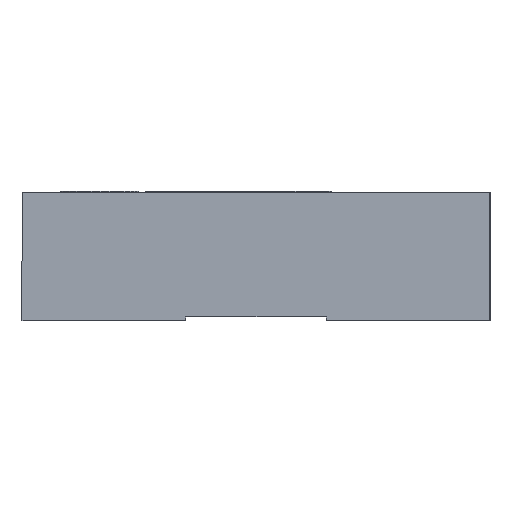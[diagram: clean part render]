
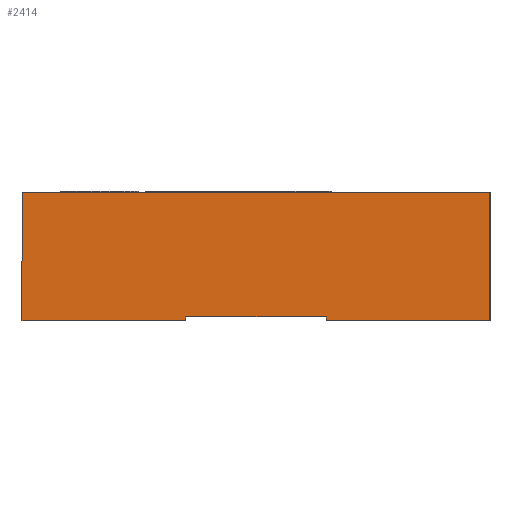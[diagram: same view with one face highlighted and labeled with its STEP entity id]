
A CAD part, left-side view. The second image highlights one B-rep face of the part: STEP entity #2414.
In plain terms, the highlighted planar face has unit normal (-1, 0, 0).
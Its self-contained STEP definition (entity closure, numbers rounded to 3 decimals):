
#8 = CARTESIAN_POINT ( 'NONE',  ( -7.4, 0.9, 0. ) ) ;
#24 = ORIENTED_EDGE ( 'NONE', *, *, #6692, .F. ) ;
#56 = EDGE_CURVE ( 'NONE', #256, #2290, #2558, .T. ) ;
#106 = CARTESIAN_POINT ( 'NONE',  ( -7.4, -0.9, 0. ) ) ;
#256 = VERTEX_POINT ( 'NONE', #8 ) ;
#405 = EDGE_CURVE ( 'NONE', #256, #5602, #5217, .T. ) ;
#492 = VERTEX_POINT ( 'NONE', #5598 ) ;
#556 = DIRECTION ( 'NONE',  ( 0., 0., -1. ) ) ;
#691 = CARTESIAN_POINT ( 'NONE',  ( -7.4, -0.9, 0. ) ) ;
#1000 = CARTESIAN_POINT ( 'NONE',  ( -7.4, 3., 0. ) ) ;
#1086 = VECTOR ( 'NONE', #6376, 1000. ) ;
#1144 = CARTESIAN_POINT ( 'NONE',  ( -7.4, 3., 0. ) ) ;
#1227 = EDGE_CURVE ( 'NONE', #4699, #5602, #5057, .T. ) ;
#1323 = ORIENTED_EDGE ( 'NONE', *, *, #56, .F. ) ;
#1339 = LINE ( 'NONE', #3387, #4113 ) ;
#1474 = ORIENTED_EDGE ( 'NONE', *, *, #1777, .T. ) ;
#1475 = VECTOR ( 'NONE', #5874, 1000. ) ;
#1485 = CARTESIAN_POINT ( 'NONE',  ( -7.4, 3., 1.6 ) ) ;
#1666 = CARTESIAN_POINT ( 'NONE',  ( -7.4, 0.9, -0.05 ) ) ;
#1777 = EDGE_CURVE ( 'NONE', #4699, #492, #4353, .T. ) ;
#1868 = VECTOR ( 'NONE', #2342, 1000. ) ;
#1939 = LINE ( 'NONE', #3648, #1475 ) ;
#2011 = VECTOR ( 'NONE', #556, 1000. ) ;
#2141 = CARTESIAN_POINT ( 'NONE',  ( -7.4, -0.9, -0.05 ) ) ;
#2233 = EDGE_CURVE ( 'NONE', #5779, #5543, #5032, .T. ) ;
#2290 = VERTEX_POINT ( 'NONE', #1666 ) ;
#2342 = DIRECTION ( 'NONE',  ( 0., 0., 1. ) ) ;
#2414 = ADVANCED_FACE ( 'NONE', ( #4215 ), #6412, .T. ) ;
#2421 = ORIENTED_EDGE ( 'NONE', *, *, #4100, .T. ) ;
#2488 = DIRECTION ( 'NONE',  ( -1., 0., 0. ) ) ;
#2525 = EDGE_CURVE ( 'NONE', #5516, #492, #1339, .T. ) ;
#2558 = LINE ( 'NONE', #5261, #1086 ) ;
#2906 = VECTOR ( 'NONE', #5178, 1000. ) ;
#2956 = CARTESIAN_POINT ( 'NONE',  ( -7.4, 3., 0. ) ) ;
#3128 = ORIENTED_EDGE ( 'NONE', *, *, #405, .T. ) ;
#3249 = DIRECTION ( 'NONE',  ( 0., -1., 0. ) ) ;
#3387 = CARTESIAN_POINT ( 'NONE',  ( -7.4, -3., 0. ) ) ;
#3538 = DIRECTION ( 'NONE',  ( 0., 0., -1. ) ) ;
#3552 = VECTOR ( 'NONE', #6988, 1000. ) ;
#3622 = DIRECTION ( 'NONE',  ( 0., 0., 1. ) ) ;
#3648 = CARTESIAN_POINT ( 'NONE',  ( -7.4, 0., 1.6 ) ) ;
#3739 = VECTOR ( 'NONE', #3249, 1000. ) ;
#4055 = CARTESIAN_POINT ( 'NONE',  ( -7.4, 3., -0.05 ) ) ;
#4100 = EDGE_CURVE ( 'NONE', #5543, #2290, #5461, .T. ) ;
#4113 = VECTOR ( 'NONE', #3538, 1000. ) ;
#4215 = FACE_OUTER_BOUND ( 'NONE', #4731, .T. ) ;
#4353 = LINE ( 'NONE', #4416, #3739 ) ;
#4416 = CARTESIAN_POINT ( 'NONE',  ( -7.4, 3., -0.05 ) ) ;
#4699 = VERTEX_POINT ( 'NONE', #2141 ) ;
#4731 = EDGE_LOOP ( 'NONE', ( #2421, #1323, #3128, #5812, #1474, #5267, #24, #6430 ) ) ;
#4735 = CARTESIAN_POINT ( 'NONE',  ( -7.4, 3., -0.05 ) ) ;
#5020 = AXIS2_PLACEMENT_3D ( 'NONE', #1000, #2488, #3622 ) ;
#5032 = LINE ( 'NONE', #1144, #2011 ) ;
#5057 = LINE ( 'NONE', #106, #1868 ) ;
#5135 = CARTESIAN_POINT ( 'NONE',  ( -7.4, -3., 1.6 ) ) ;
#5178 = DIRECTION ( 'NONE',  ( 0., -1., 0. ) ) ;
#5217 = LINE ( 'NONE', #2956, #2906 ) ;
#5261 = CARTESIAN_POINT ( 'NONE',  ( -7.4, 0.9, 0. ) ) ;
#5267 = ORIENTED_EDGE ( 'NONE', *, *, #2525, .F. ) ;
#5461 = LINE ( 'NONE', #4735, #3552 ) ;
#5516 = VERTEX_POINT ( 'NONE', #5135 ) ;
#5543 = VERTEX_POINT ( 'NONE', #4055 ) ;
#5598 = CARTESIAN_POINT ( 'NONE',  ( -7.4, -3., -0.05 ) ) ;
#5602 = VERTEX_POINT ( 'NONE', #691 ) ;
#5779 = VERTEX_POINT ( 'NONE', #1485 ) ;
#5812 = ORIENTED_EDGE ( 'NONE', *, *, #1227, .F. ) ;
#5874 = DIRECTION ( 'NONE',  ( 0., -1., 0. ) ) ;
#6376 = DIRECTION ( 'NONE',  ( 0., 0., -1. ) ) ;
#6412 = PLANE ( 'NONE',  #5020 ) ;
#6430 = ORIENTED_EDGE ( 'NONE', *, *, #2233, .T. ) ;
#6692 = EDGE_CURVE ( 'NONE', #5779, #5516, #1939, .T. ) ;
#6988 = DIRECTION ( 'NONE',  ( 0., -1., 0. ) ) ;
